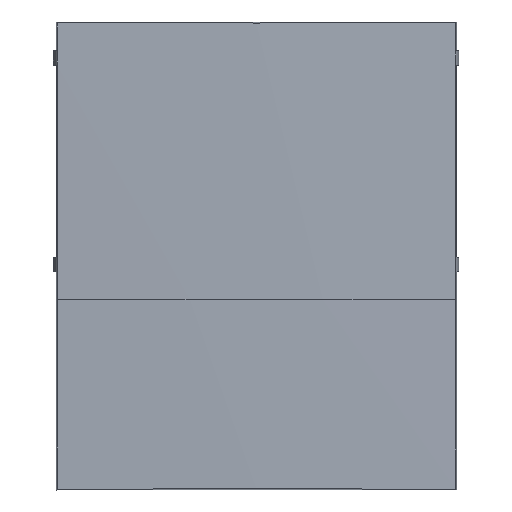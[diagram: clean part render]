
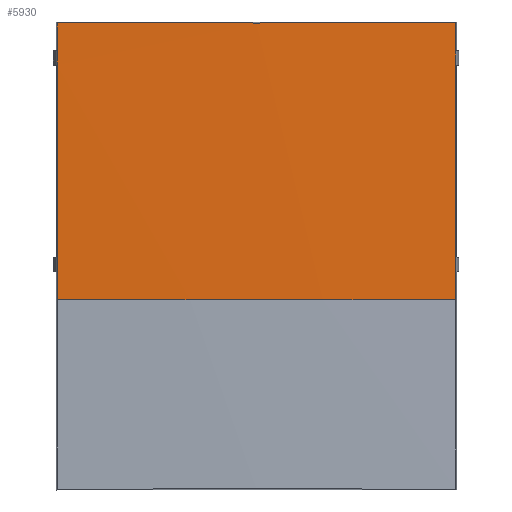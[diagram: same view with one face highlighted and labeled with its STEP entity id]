
A CAD part, top view. The second image highlights one B-rep face of the part: STEP entity #5930.
In plain terms, the highlighted cylindrical face has radius 3169.5 mm (diameter 6339 mm), a partial arc.
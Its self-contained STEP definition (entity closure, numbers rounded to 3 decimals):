
#64=CARTESIAN_POINT('',(0.465,227.518,27.014));
#102=CARTESIAN_POINT('',(194.533,227.516,27.048));
#104=CARTESIAN_POINT('',(194.533,227.516,27.048));
#105=CARTESIAN_POINT('',(172.974,227.493,27.704));
#106=CARTESIAN_POINT('',(129.852,227.46,28.577));
#107=CARTESIAN_POINT('',(65.146,227.461,28.566));
#108=CARTESIAN_POINT('',(22.025,227.494,27.678));
#109=CARTESIAN_POINT('',(0.465,227.518,27.014));
#596=CARTESIAN_POINT('',(194.533,92.606,27.048));
#598=DIRECTION('',(0.,1.,0.));
#599=VECTOR('',#598,134.91);
#600=CARTESIAN_POINT('',(194.533,92.606,27.048));
#601=LINE('',#600,#599);
#652=CARTESIAN_POINT('',(98.051,92.606,-3140.983));
#653=DIRECTION('',(0.,1.,0.));
#654=DIRECTION('',(-0.031,0.,1.));
#655=AXIS2_PLACEMENT_3D('',#652,#653,#654);
#664=DIRECTION('',(0.,1.,0.));
#665=VECTOR('',#664,13.77);
#666=CARTESIAN_POINT('',(0.465,92.606,27.014));
#667=LINE('',#666,#665);
#668=DIRECTION('',(0.,1.,0.));
#669=VECTOR('',#668,7.);
#670=CARTESIAN_POINT('',(0.465,106.376,27.014));
#671=LINE('',#670,#669);
#672=DIRECTION('',(0.,1.,0.));
#673=VECTOR('',#672,93.58);
#674=CARTESIAN_POINT('',(0.465,113.376,27.014));
#675=LINE('',#674,#673);
#676=DIRECTION('',(0.,1.,0.));
#677=VECTOR('',#676,7.);
#678=CARTESIAN_POINT('',(0.465,206.956,27.014));
#679=LINE('',#678,#677);
#680=DIRECTION('',(0.,1.,0.));
#681=VECTOR('',#680,13.561);
#682=CARTESIAN_POINT('',(0.465,213.956,27.014));
#683=LINE('',#682,#681);
#4168=VERTEX_POINT('',#64);
#4169=CARTESIAN_POINT('',(0.465,213.956,27.014));
#4170=VERTEX_POINT('',#4169);
#4179=CARTESIAN_POINT('',(0.465,106.376,27.014));
#4180=VERTEX_POINT('',#4179);
#4181=CARTESIAN_POINT('',(0.465,92.606,27.014));
#4182=VERTEX_POINT('',#4181);
#4189=VERTEX_POINT('',#102);
#4383=VERTEX_POINT('',#596);
#4416=CARTESIAN_POINT('',(0.465,113.376,27.014));
#4417=VERTEX_POINT('',#4416);
#4418=CARTESIAN_POINT('',(0.465,206.956,27.014));
#4419=VERTEX_POINT('',#4418);
#5912=CARTESIAN_POINT('',(98.051,92.606,-3140.983));
#5913=DIRECTION('',(0.,1.,0.));
#5914=DIRECTION('',(1.,0.,0.));
#5915=AXIS2_PLACEMENT_3D('',#5912,#5913,#5914);
#5916=CYLINDRICAL_SURFACE('',#5915,3169.5);
#5917=ORIENTED_EDGE('',*,*,#5904,.F.);
#5918=ORIENTED_EDGE('',*,*,#5355,.T.);
#5920=ORIENTED_EDGE('',*,*,#5919,.T.);
#5922=ORIENTED_EDGE('',*,*,#5921,.T.);
#5924=ORIENTED_EDGE('',*,*,#5923,.T.);
#5925=ORIENTED_EDGE('',*,*,#5343,.T.);
#5926=ORIENTED_EDGE('',*,*,#5376,.F.);
#5927=ORIENTED_EDGE('',*,*,#5857,.F.);
#5928=EDGE_LOOP('',(#5917,#5918,#5920,#5922,#5924,#5925,#5926,#5927));
#5929=FACE_OUTER_BOUND('',#5928,.F.);
#5930=ADVANCED_FACE('',(#5929),#5916,.T.);
#110=B_SPLINE_CURVE_WITH_KNOTS('',3,(#104,#105,#106,#107,#108,#109),
.UNSPECIFIED.,.F.,.F.,(4,1,1,4),(0.,0.333,0.667,1.),
.UNSPECIFIED.);
#656=CIRCLE('',#655,3169.5);
#5343=EDGE_CURVE('',#4170,#4168,#683,.T.);
#5355=EDGE_CURVE('',#4182,#4180,#667,.T.);
#5376=EDGE_CURVE('',#4189,#4168,#110,.T.);
#5857=EDGE_CURVE('',#4383,#4189,#601,.T.);
#5904=EDGE_CURVE('',#4182,#4383,#656,.T.);
#5919=EDGE_CURVE('',#4180,#4417,#671,.T.);
#5921=EDGE_CURVE('',#4417,#4419,#675,.T.);
#5923=EDGE_CURVE('',#4419,#4170,#679,.T.);
